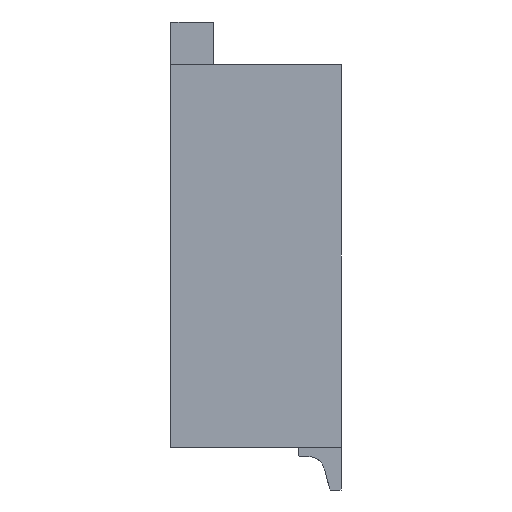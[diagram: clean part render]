
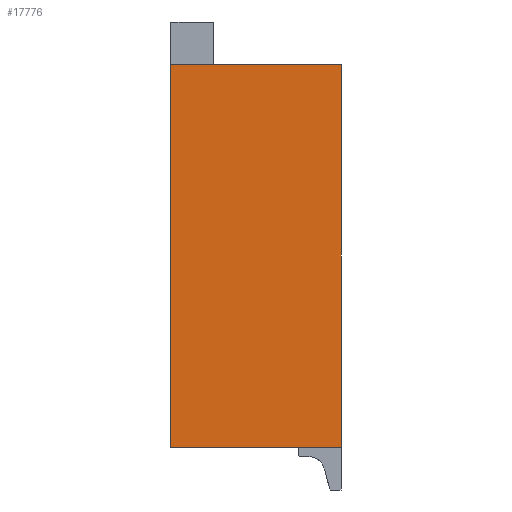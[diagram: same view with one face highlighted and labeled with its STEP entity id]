
A CAD part, left-side view. The second image highlights one B-rep face of the part: STEP entity #17776.
In plain terms, the highlighted planar face has unit normal (-1, 0, 0).
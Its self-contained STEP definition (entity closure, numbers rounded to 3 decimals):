
#828=DIRECTION('',(0.,0.,1.));
#829=VECTOR('',#828,4.5);
#830=CARTESIAN_POINT('',(-14.55,0.,-2.25));
#831=LINE('',#830,#829);
#3356=DIRECTION('',(0.,1.,0.));
#3357=VECTOR('',#3356,2.);
#3358=CARTESIAN_POINT('',(-14.55,0.,2.25));
#3359=LINE('',#3358,#3357);
#5360=DIRECTION('',(0.,0.,1.));
#5361=VECTOR('',#5360,4.5);
#5362=CARTESIAN_POINT('',(-14.55,2.,-2.25));
#5363=LINE('',#5362,#5361);
#6772=DIRECTION('',(0.,1.,0.));
#6773=VECTOR('',#6772,2.);
#6774=CARTESIAN_POINT('',(-14.55,0.,-2.25));
#6775=LINE('',#6774,#6773);
#6804=CARTESIAN_POINT('',(-14.55,0.,-2.25));
#6805=CARTESIAN_POINT('',(-14.55,0.,2.25));
#6806=VERTEX_POINT('',#6804);
#6807=VERTEX_POINT('',#6805);
#6812=CARTESIAN_POINT('',(-14.55,2.,-2.25));
#6813=CARTESIAN_POINT('',(-14.55,2.,2.25));
#6814=VERTEX_POINT('',#6812);
#6815=VERTEX_POINT('',#6813);
#17765=CARTESIAN_POINT('',(-14.55,0.,-2.25));
#17766=DIRECTION('',(-1.,0.,0.));
#17767=DIRECTION('',(0.,0.,1.));
#17768=AXIS2_PLACEMENT_3D('',#17765,#17766,#17767);
#17769=PLANE('',#17768);
#17770=ORIENTED_EDGE('',*,*,#9207,.F.);
#17771=ORIENTED_EDGE('',*,*,#9230,.T.);
#17772=ORIENTED_EDGE('',*,*,#14655,.T.);
#17773=ORIENTED_EDGE('',*,*,#13458,.F.);
#17774=EDGE_LOOP('',(#17770,#17771,#17772,#17773));
#17775=FACE_OUTER_BOUND('',#17774,.F.);
#17776=ADVANCED_FACE('',(#17775),#17769,.T.);
#9207=EDGE_CURVE('',#6806,#6807,#831,.T.);
#9230=EDGE_CURVE('',#6806,#6814,#6775,.T.);
#13458=EDGE_CURVE('',#6807,#6815,#3359,.T.);
#14655=EDGE_CURVE('',#6814,#6815,#5363,.T.);
